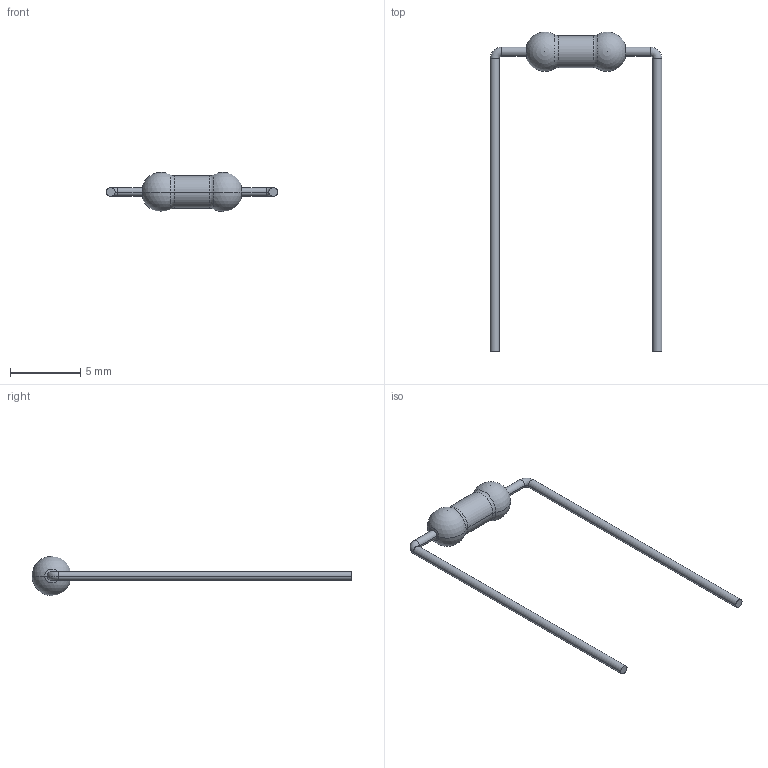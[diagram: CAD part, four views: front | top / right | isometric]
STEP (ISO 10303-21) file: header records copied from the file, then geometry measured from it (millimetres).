
FILE_DESCRIPTION (( 'STEP AP214' ), '1' );
FILE_NAME ('0251.250MXL.STEP', '2022-11-30T08:49:16', ( '' ), ( '' ), 'SwSTEP 2.0', 'SolidWorks 2017', '' );
FILE_SCHEMA (( 'AUTOMOTIVE_DESIGN' ));
Length unit declared in the file: millimetre
Products named in the file (1): 0251.250MXL
Bounding box: 12.23 x 22.8 x 2.8 mm (x, y, z)
Volume: 46.9 mm3; surface area: 154.4 mm2
Topology: 3 solids, 3 shells, 32 faces, 68 edges, 38 vertices
Faces by surface type: torus 12, cylinder 10, plane 6, sphere 4
Entity records: 842 total; most frequent: DIRECTION 172, CARTESIAN_POINT 123, ORIENTED_EDGE 116, AXIS2_PLACEMENT_3D 81, EDGE_CURVE 58, CIRCLE 48, ADVANCED_FACE 32, FACE_OUTER_BOUND 32
